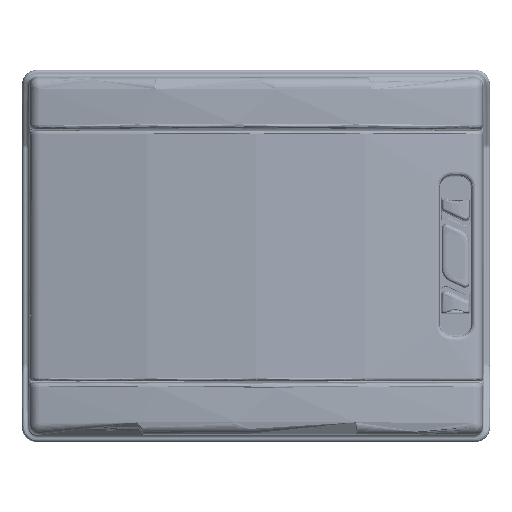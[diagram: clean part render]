
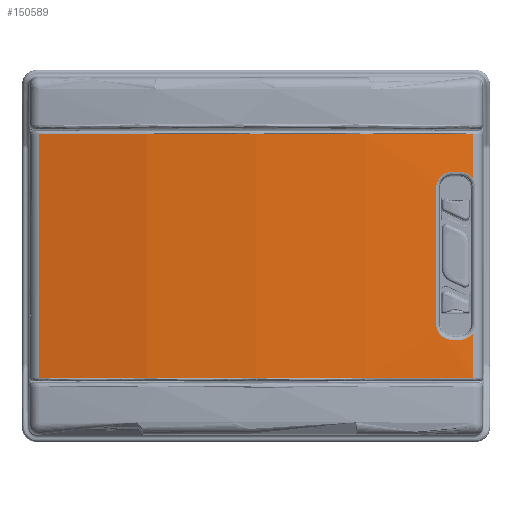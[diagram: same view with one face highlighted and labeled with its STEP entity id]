
A CAD part, top view. The second image highlights one B-rep face of the part: STEP entity #150589.
In plain terms, the highlighted cylindrical face has radius 700 mm (diameter 1400 mm), a partial arc.
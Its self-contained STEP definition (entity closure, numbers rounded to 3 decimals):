
#21488=CARTESIAN_POINT('',(2514.83,428.342,129.121));
#31874=CARTESIAN_POINT('',(2793.433,564.712,130.843));
#31885=CARTESIAN_POINT('',(2788.226,564.724,131.846));
#31906=CARTESIAN_POINT('',(2793.433,453.539,130.843));
#31923=CARTESIAN_POINT('',(2788.226,453.527,131.846));
#50594=DIRECTION('',(0.,1.,0.));
#50595=VECTOR('',#50594,90.272);
#50596=CARTESIAN_POINT('',(2777.657,463.987,133.758));
#50597=LINE('',#50596,#50595);
#50601=CARTESIAN_POINT('',(2777.657,554.258,133.758));
#50602=CARTESIAN_POINT('',(2777.657,555.191,133.758));
#50603=CARTESIAN_POINT('',(2777.867,556.744,133.722));
#50604=CARTESIAN_POINT('',(2778.873,559.438,133.547));
#50605=CARTESIAN_POINT('',(2780.73,561.954,133.221));
#50606=CARTESIAN_POINT('',(2784.074,564.167,132.621));
#50607=CARTESIAN_POINT('',(2786.72,564.729,132.131));
#50608=CARTESIAN_POINT('',(2788.226,564.724,131.846));
#50613=CARTESIAN_POINT('',(2788.226,564.724,131.846));
#50614=CARTESIAN_POINT('',(2789.963,564.718,131.519));
#50615=CARTESIAN_POINT('',(2791.698,564.717,131.184));
#50616=CARTESIAN_POINT('',(2793.433,564.712,130.843));
#50621=CARTESIAN_POINT('',(2793.433,564.712,130.843));
#50622=CARTESIAN_POINT('',(2794.274,564.7,130.678));
#50623=CARTESIAN_POINT('',(2795.903,564.503,130.354));
#50624=CARTESIAN_POINT('',(2798.238,563.635,129.882));
#50625=CARTESIAN_POINT('',(2800.309,562.244,129.456));
#50626=CARTESIAN_POINT('',(2801.419,561.042,129.225));
#50627=CARTESIAN_POINT('',(2801.914,560.367,129.121));
#50632=DIRECTION('',(0.,1.,0.));
#50633=VECTOR('',#50632,29.526);
#50634=CARTESIAN_POINT('',(2801.914,560.367,129.121));
#50635=LINE('',#50634,#50633);
#50639=CARTESIAN_POINT('',(2658.372,589.923,
-556.004));
#50640=DIRECTION('',(0.,-1.,0.));
#50641=DIRECTION('',(0.205,0.,0.979));
#50642=AXIS2_PLACEMENT_3D('',#50639,#50640,#50641);
#50647=DIRECTION('',(0.,-1.,0.));
#50648=VECTOR('',#50647,161.561);
#50649=CARTESIAN_POINT('',(2514.83,589.903,129.121));
#50650=LINE('',#50649,#50648);
#50654=CARTESIAN_POINT('',(2658.372,428.311,
-556.004));
#50655=DIRECTION('',(0.,1.,0.));
#50656=DIRECTION('',(-0.205,0.,0.979));
#50657=AXIS2_PLACEMENT_3D('',#50654,#50655,#50656);
#50662=DIRECTION('',(0.,1.,0.));
#50663=VECTOR('',#50662,29.547);
#50664=CARTESIAN_POINT('',(2801.914,428.332,129.121));
#50665=LINE('',#50664,#50663);
#50669=CARTESIAN_POINT('',(2801.914,457.878,129.121));
#50670=CARTESIAN_POINT('',(2801.417,457.196,129.225));
#50671=CARTESIAN_POINT('',(2800.318,456.015,129.454));
#50672=CARTESIAN_POINT('',(2798.358,454.69,129.857));
#50673=CARTESIAN_POINT('',(2796.067,453.777,130.321));
#50674=CARTESIAN_POINT('',(2794.374,453.542,130.658));
#50675=CARTESIAN_POINT('',(2793.433,453.539,130.843));
#50680=CARTESIAN_POINT('',(2793.433,453.539,130.843));
#50681=CARTESIAN_POINT('',(2791.698,453.533,131.184));
#50682=CARTESIAN_POINT('',(2789.963,453.532,131.519));
#50683=CARTESIAN_POINT('',(2788.226,453.527,131.846));
#50688=CARTESIAN_POINT('',(2788.226,453.527,131.846));
#50689=CARTESIAN_POINT('',(2787.262,453.526,132.028));
#50690=CARTESIAN_POINT('',(2785.417,453.763,132.373));
#50691=CARTESIAN_POINT('',(2782.824,454.838,132.846));
#50692=CARTESIAN_POINT('',(2780.622,456.533,133.239));
#50693=CARTESIAN_POINT('',(2778.946,458.719,133.534));
#50694=CARTESIAN_POINT('',(2777.893,461.277,133.717));
#50695=CARTESIAN_POINT('',(2777.66,463.061,133.757));
#50696=CARTESIAN_POINT('',(2777.657,463.987,133.758));
#96008=VERTEX_POINT('',#21488);
#96009=CARTESIAN_POINT('',(2514.83,589.903,129.121));
#96010=VERTEX_POINT('',#96009);
#96994=CARTESIAN_POINT('',(2801.914,589.923,129.121));
#96995=VERTEX_POINT('',#96994);
#96996=CARTESIAN_POINT('',(2801.914,428.332,129.121));
#96997=CARTESIAN_POINT('',(2801.914,457.878,129.121));
#96998=VERTEX_POINT('',#96996);
#96999=VERTEX_POINT('',#96997);
#97001=CARTESIAN_POINT('',(2801.914,560.367,129.121));
#97002=VERTEX_POINT('',#97001);
#97012=VERTEX_POINT('',#31874);
#97014=VERTEX_POINT('',#31885);
#97016=CARTESIAN_POINT('',(2777.657,554.258,133.758));
#97018=VERTEX_POINT('',#97016);
#97019=CARTESIAN_POINT('',(2777.657,463.987,133.758));
#97020=VERTEX_POINT('',#97019);
#97022=VERTEX_POINT('',#31923);
#97025=VERTEX_POINT('',#31906);
#150569=CARTESIAN_POINT('',(2658.372,425.075,
-556.004));
#150570=DIRECTION('',(0.,1.,0.));
#150571=DIRECTION('',(-0.214,0.,0.977));
#150572=AXIS2_PLACEMENT_3D('',#150569,#150570,#150571);
#150573=CYLINDRICAL_SURFACE('',#150572,700.);
#150574=ORIENTED_EDGE('',*,*,#124037,.T.);
#150575=ORIENTED_EDGE('',*,*,#124015,.T.);
#150576=ORIENTED_EDGE('',*,*,#123941,.T.);
#150577=ORIENTED_EDGE('',*,*,#123907,.T.);
#150578=ORIENTED_EDGE('',*,*,#123681,.T.);
#150579=ORIENTED_EDGE('',*,*,#123611,.T.);
#150580=ORIENTED_EDGE('',*,*,#109493,.T.);
#150582=ORIENTED_EDGE('',*,*,#150581,.T.);
#150583=ORIENTED_EDGE('',*,*,#123674,.T.);
#150584=ORIENTED_EDGE('',*,*,#123785,.T.);
#150585=ORIENTED_EDGE('',*,*,#124144,.T.);
#150586=ORIENTED_EDGE('',*,*,#124111,.T.);
#150587=EDGE_LOOP('',(#150574,#150575,#150576,#150577,#150578,#150579,#150580,
#150582,#150583,#150584,#150585,#150586));
#150588=FACE_OUTER_BOUND('',#150587,.F.);
#50609=B_SPLINE_CURVE_WITH_KNOTS('',3,(#50601,#50602,#50603,#50604,#50605,
#50606,#50607,#50608),.UNSPECIFIED.,.F.,.F.,(4,1,1,1,1,4),(0.,
0.168,0.28,0.517,0.724,1.),
.UNSPECIFIED.);
#50617=B_SPLINE_CURVE_WITH_KNOTS('',3,(#50613,#50614,#50615,#50616),
.UNSPECIFIED.,.F.,.F.,(4,4),(0.,1.),.UNSPECIFIED.);
#50628=B_SPLINE_CURVE_WITH_KNOTS('',3,(#50621,#50622,#50623,#50624,#50625,
#50626,#50627),.UNSPECIFIED.,.F.,.F.,(4,1,1,1,4),(0.,0.25,0.5,0.75,
1.),.UNSPECIFIED.);
#50643=CIRCLE('',#50642,700.);
#50658=CIRCLE('',#50657,700.);
#50676=B_SPLINE_CURVE_WITH_KNOTS('',3,(#50669,#50670,#50671,#50672,#50673,
#50674,#50675),.UNSPECIFIED.,.F.,.F.,(4,1,1,1,4),(0.,0.255,
0.484,0.713,1.),.UNSPECIFIED.);
#50684=B_SPLINE_CURVE_WITH_KNOTS('',3,(#50680,#50681,#50682,#50683),
.UNSPECIFIED.,.F.,.F.,(4,4),(0.,1.),.UNSPECIFIED.);
#50697=B_SPLINE_CURVE_WITH_KNOTS('',3,(#50688,#50689,#50690,#50691,#50692,
#50693,#50694,#50695,#50696),.UNSPECIFIED.,.F.,.F.,(4,1,1,1,1,1,4),(0.,
0.167,0.333,0.5,0.667,0.833,
1.),.UNSPECIFIED.);
#109493=EDGE_CURVE('',#96010,#96008,#50650,.T.);
#123611=EDGE_CURVE('',#96995,#96010,#50643,.T.);
#123674=EDGE_CURVE('',#96998,#96999,#50665,.T.);
#123681=EDGE_CURVE('',#97002,#96995,#50635,.T.);
#123785=EDGE_CURVE('',#96999,#97025,#50676,.T.);
#123907=EDGE_CURVE('',#97012,#97002,#50628,.T.);
#123941=EDGE_CURVE('',#97014,#97012,#50617,.T.);
#124015=EDGE_CURVE('',#97018,#97014,#50609,.T.);
#124037=EDGE_CURVE('',#97020,#97018,#50597,.T.);
#124111=EDGE_CURVE('',#97022,#97020,#50697,.T.);
#124144=EDGE_CURVE('',#97025,#97022,#50684,.T.);
#150581=EDGE_CURVE('',#96008,#96998,#50658,.T.);
#150589=ADVANCED_FACE('',(#150588),#150573,.F.);
